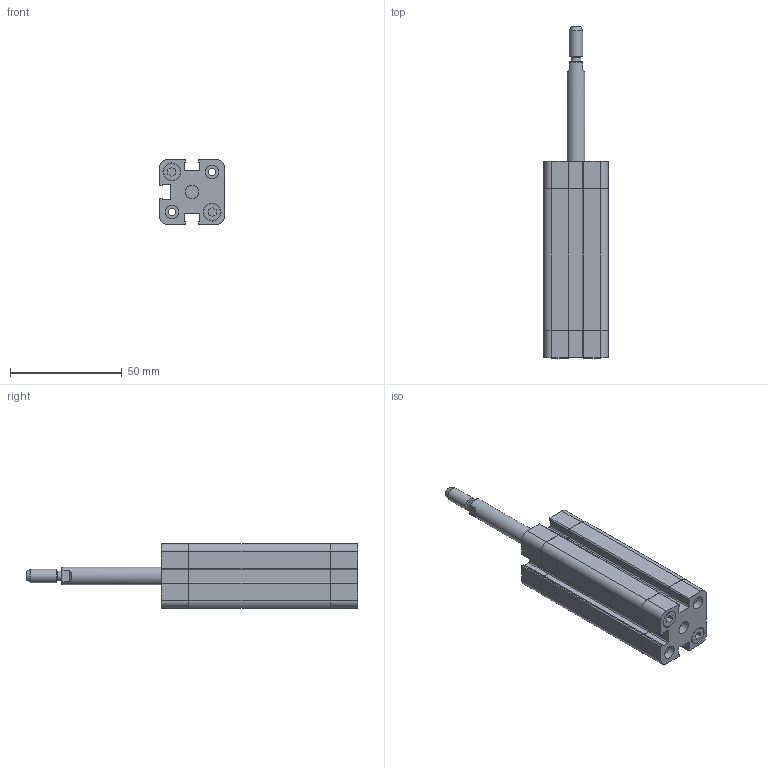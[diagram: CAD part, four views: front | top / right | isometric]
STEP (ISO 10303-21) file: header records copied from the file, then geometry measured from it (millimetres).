
FILE_DESCRIPTION((''),'2;1');
FILE_NAME('ASEM012.040.GS.M.stp','2011-09-02T14:46:35',('Administrator'),(''),'Autodesk Inventor 2012','Autodesk Inventor 2012','');
FILE_SCHEMA(('AUTOMOTIVE_DESIGN { 1 0 10303 214 1 1 1 1 }'));
Length unit declared in the file: millimetre
Products named in the file (1): ASEM012.040.GS.M
Bounding box: 29.05 x 148.5 x 29.05 mm (x, y, z)
Volume: 64784.6 mm3; surface area: 18668.5 mm2
Topology: 1 solids, 1 shells, 269 faces, 708 edges, 463 vertices
Faces by surface type: plane 160, cylinder 105, torus 2, cone 2
Full cylindrical faces by diameter (mm): 3.242 x2, 4.134 x2, 4.4 x1, 6 x6, 7.5 x4, 8 x5, 9 x1
Entity records: 8564 total; most frequent: DIRECTION 1484, CARTESIAN_POINT 1452, ORIENTED_EDGE 1368, EDGE_CURVE 684, AXIS2_PLACEMENT_3D 534, VERTEX_POINT 462, VECTOR 416, LINE 416
